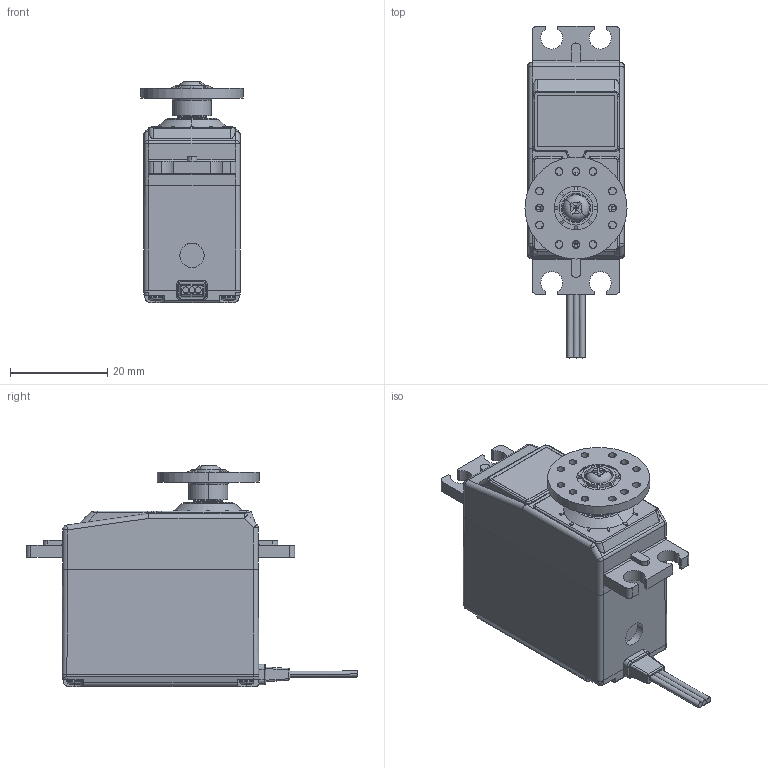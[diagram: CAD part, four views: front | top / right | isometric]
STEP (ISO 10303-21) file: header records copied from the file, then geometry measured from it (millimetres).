
FILE_DESCRIPTION(('Creo Elements/Direct Modeling STEP Export'),'2;1');
FILE_NAME('U301_PAA.stp','2020-04-17T14:40:11',(''),(''),'Creo Elements/Direct Modeling STEP processor for AP214 (Solid Model)','Creo Elements/Direct Modeling 20.0B 07-Aug-2017 (C) Parametric Technology GmbH','');
FILE_SCHEMA(('AUTOMOTIVE_DESIGN { 1 0 10303 214 1 1 1 1 }'));
Length unit declared in the file: millimetre
Products named in the file (9): Case; b1; b2; b3; b4; SCREW-1.7x24; Screw_3x8; HORN-D; S3006_S148_U301PAA
Assembly tree (8 placements, depth 3):
  S3006_S148_U301PAA
    HORN-D
    Screw_3x8
    SCREW-1.7x24
      b4
      b3
      b2
      b1
    Case
Bounding box: 21 x 68.3 x 45.5 mm (x, y, z)
Volume: 30344.2 mm3; surface area: 8840.4 mm2
Topology: 7 solids, 7 shells, 875 faces, 2250 edges, 1406 vertices
Faces by surface type: plane 387, cylinder 330, cone 81, torus 45, sphere 16, bspline 13, extrusion 3
Entity records: 36975 total; most frequent: CARTESIAN_POINT 17122, ORIENTED_EDGE 4472, DIRECTION 3557, EDGE_CURVE 2234, VERTEX_POINT 1406, AXIS2_PLACEMENT_3D 1278, VECTOR 1001, LINE 998
